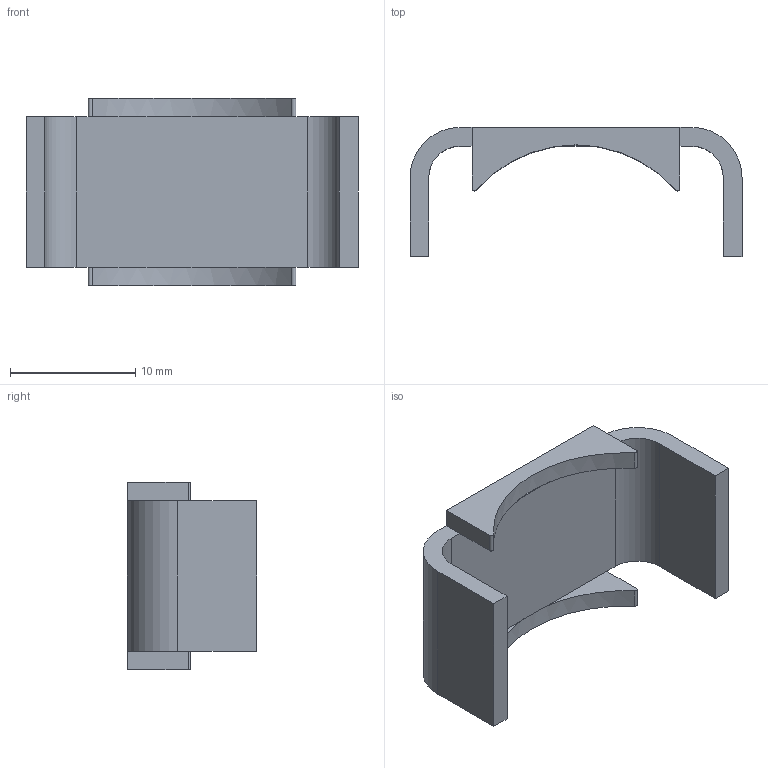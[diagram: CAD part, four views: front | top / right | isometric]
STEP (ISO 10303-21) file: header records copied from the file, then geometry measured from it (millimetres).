
FILE_DESCRIPTION( ( 'STEP AP203' ), '1' );
FILE_NAME( 'FLEXA RQHD 5030.026.016.stp', '2020-03-26T20:33:50', ( 'License CC BY-ND 4.0' ), ( 'CADENAS' ), ' ', 'PARTsolutions', ' ' );
FILE_SCHEMA( ( 'CONFIG_CONTROL_DESIGN' ) );
Length unit declared in the file: millimetre
Products named in the file (1): _FLEXA RQHD 5030.026.016
Bounding box: 26.5 x 10.3 x 15 mm (x, y, z)
Volume: 873.4 mm3; surface area: 1361.5 mm2
Topology: 1 solids, 1 shells, 34 faces, 88 edges, 56 vertices
Faces by surface type: plane 24, cylinder 10
Entity records: 1076 total; most frequent: DIRECTION 182, CARTESIAN_POINT 179, ORIENTED_EDGE 176, EDGE_CURVE 88, LINE 64, VECTOR 64, AXIS2_PLACEMENT_3D 59, VERTEX_POINT 56
